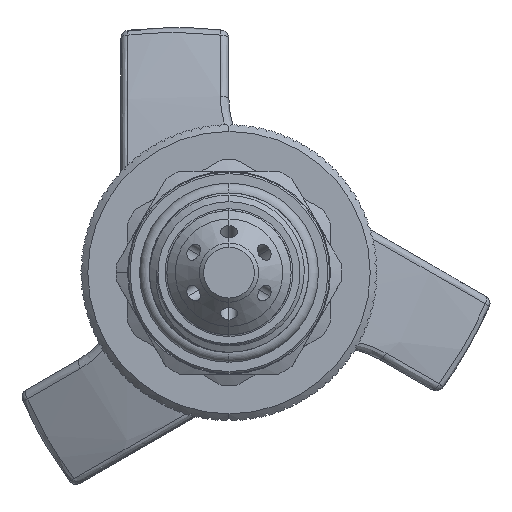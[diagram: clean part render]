
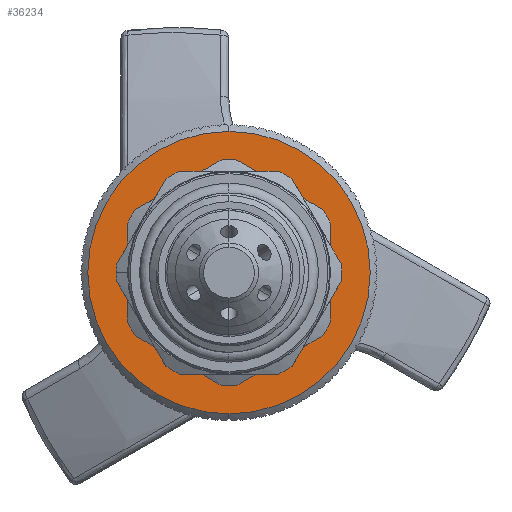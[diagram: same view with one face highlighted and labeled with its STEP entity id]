
A CAD part, left-side view. The second image highlights one B-rep face of the part: STEP entity #36234.
In plain terms, the highlighted planar face has unit normal (-1, 0, 0).
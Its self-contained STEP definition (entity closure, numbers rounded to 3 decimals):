
#1244 = CIRCLE ( 'NONE', #10175, 16.7 ) ;
#1247 = CIRCLE ( 'NONE', #10176, 10.9 ) ;
#3036 = CARTESIAN_POINT ( 'NONE',  ( 72.685, 0., 0. ) ) ;
#3037 = DIRECTION ( 'NONE',  ( -1., 0., 0. ) ) ;
#3038 = DIRECTION ( 'NONE',  ( 0., 0., 1. ) ) ;
#3039 = CARTESIAN_POINT ( 'NONE',  ( 72.685, 0., 0. ) ) ;
#3040 = DIRECTION ( 'NONE',  ( -1., 0., 0. ) ) ;
#3041 = DIRECTION ( 'NONE',  ( 0., 0., 1. ) ) ;
#5742 = EDGE_LOOP ( 'NONE', ( #44712, #44713 ) ) ;
#5743 = EDGE_LOOP ( 'NONE', ( #44829, #44837 ) ) ;
#8023 = EDGE_CURVE ( 'NONE', #45878, #45879, #46631, .T. ) ;
#10175 = AXIS2_PLACEMENT_3D ( 'NONE', #3039, #3040, #3041 ) ;
#10176 = AXIS2_PLACEMENT_3D ( 'NONE', #3036, #3037, #3038 ) ;
#14241 = AXIS2_PLACEMENT_3D ( 'NONE', #47433, #47434, #47435 ) ;
#19779 = EDGE_CURVE ( 'NONE', #45879, #45878, #1247, .T. ) ;
#19780 = EDGE_CURVE ( 'NONE', #45575, #45574, #1244, .T. ) ;
#28691 = FACE_OUTER_BOUND ( 'NONE', #5742, .T. ) ;
#28696 = FACE_BOUND ( 'NONE', #5743, .T. ) ;
#28980 = CIRCLE ( 'NONE', #39398, 16.7 ) ;
#34016 = CARTESIAN_POINT ( 'NONE',  ( 72.685, 0., 0. ) ) ;
#34017 = PLANE ( 'NONE',  #39477 ) ;
#34022 = DIRECTION ( 'NONE',  ( -1., 0., 0. ) ) ;
#34023 = DIRECTION ( 'NONE',  ( 0., 0., 1. ) ) ;
#36234 = ADVANCED_FACE ( 'NONE', ( #28691, #28696 ), #34017, .T. ) ;
#37014 = CARTESIAN_POINT ( 'NONE',  ( 72.685, 0., 0. ) ) ;
#37015 = DIRECTION ( 'NONE',  ( -1., 0., 0. ) ) ;
#37016 = DIRECTION ( 'NONE',  ( 0., 0., 1. ) ) ;
#38250 = CARTESIAN_POINT ( 'NONE',  ( 72.685, 0., 16.7 ) ) ;
#38251 = CARTESIAN_POINT ( 'NONE',  ( 72.685, 0., -16.7 ) ) ;
#38554 = CARTESIAN_POINT ( 'NONE',  ( 72.685, -10.9, 0. ) ) ;
#38555 = CARTESIAN_POINT ( 'NONE',  ( 72.685, 10.9, 0. ) ) ;
#38821 = EDGE_CURVE ( 'NONE', #45574, #45575, #28980, .T. ) ;
#39398 = AXIS2_PLACEMENT_3D ( 'NONE', #37014, #37015, #37016 ) ;
#39477 = AXIS2_PLACEMENT_3D ( 'NONE', #34016, #34022, #34023 ) ;
#44712 = ORIENTED_EDGE ( 'NONE', *, *, #19780, .T. ) ;
#44713 = ORIENTED_EDGE ( 'NONE', *, *, #38821, .T. ) ;
#44829 = ORIENTED_EDGE ( 'NONE', *, *, #19779, .F. ) ;
#44837 = ORIENTED_EDGE ( 'NONE', *, *, #8023, .F. ) ;
#45574 = VERTEX_POINT ( 'NONE', #38250 ) ;
#45575 = VERTEX_POINT ( 'NONE', #38251 ) ;
#45878 = VERTEX_POINT ( 'NONE', #38554 ) ;
#45879 = VERTEX_POINT ( 'NONE', #38555 ) ;
#46631 = CIRCLE ( 'NONE', #14241, 10.9 ) ;
#47433 = CARTESIAN_POINT ( 'NONE',  ( 72.685, 0., 0. ) ) ;
#47434 = DIRECTION ( 'NONE',  ( -1., 0., 0. ) ) ;
#47435 = DIRECTION ( 'NONE',  ( 0., 0., 1. ) ) ;
